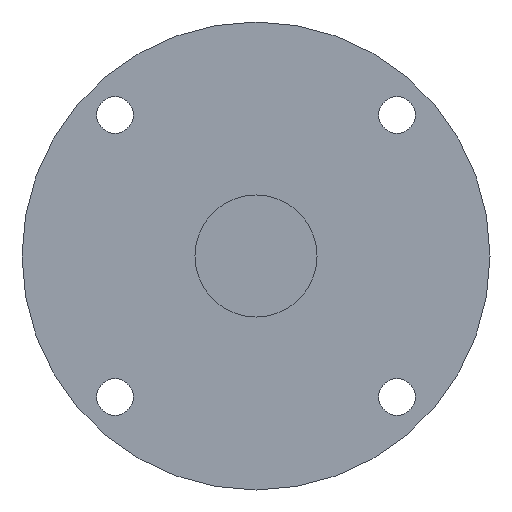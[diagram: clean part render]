
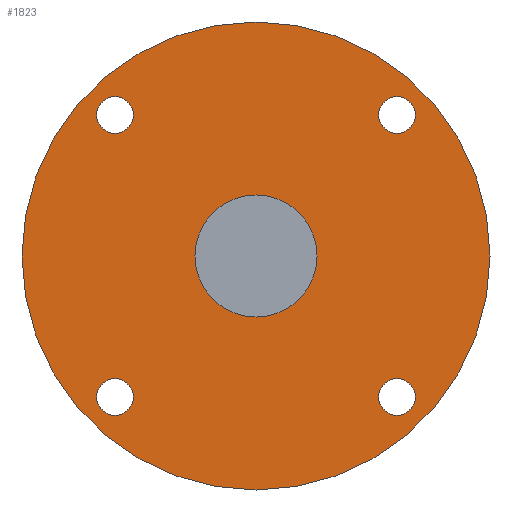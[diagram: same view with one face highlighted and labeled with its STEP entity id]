
A CAD part, front view. The second image highlights one B-rep face of the part: STEP entity #1823.
In plain terms, the highlighted planar face has unit normal (0, -1, 0).
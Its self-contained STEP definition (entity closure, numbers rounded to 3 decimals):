
#74 = VERTEX_POINT ( 'NONE', #6174 ) ;
#112 = EDGE_LOOP ( 'NONE', ( #6024, #5758 ) ) ;
#123 = AXIS2_PLACEMENT_3D ( 'NONE', #2427, #6119, #2953 ) ;
#265 = DIRECTION ( 'NONE',  ( 0., 0., 1. ) ) ;
#375 = EDGE_CURVE ( 'NONE', #5900, #6226, #3978, .T. ) ;
#380 = ORIENTED_EDGE ( 'NONE', *, *, #1873, .T. ) ;
#391 = VERTEX_POINT ( 'NONE', #1819 ) ;
#403 = CARTESIAN_POINT ( 'NONE',  ( -34.648, 5., -30.148 ) ) ;
#409 = EDGE_CURVE ( 'NONE', #6226, #5900, #5224, .T. ) ;
#454 = CARTESIAN_POINT ( 'NONE',  ( 34.648, 5., 34.648 ) ) ;
#471 = EDGE_CURVE ( 'NONE', #74, #4456, #2056, .T. ) ;
#498 = ORIENTED_EDGE ( 'NONE', *, *, #471, .T. ) ;
#585 = ORIENTED_EDGE ( 'NONE', *, *, #4828, .F. ) ;
#784 = AXIS2_PLACEMENT_3D ( 'NONE', #6084, #2921, #6626 ) ;
#894 = ORIENTED_EDGE ( 'NONE', *, *, #3390, .F. ) ;
#955 = ORIENTED_EDGE ( 'NONE', *, *, #6135, .T. ) ;
#983 = EDGE_LOOP ( 'NONE', ( #4651, #1911 ) ) ;
#994 = DIRECTION ( 'NONE',  ( 0., 0., 1. ) ) ;
#999 = CIRCLE ( 'NONE', #2924, 4.5 ) ;
#1011 = CIRCLE ( 'NONE', #1516, 4.5 ) ;
#1012 = CARTESIAN_POINT ( 'NONE',  ( -34.648, 5., -34.648 ) ) ;
#1072 = DIRECTION ( 'NONE',  ( 0., -1., 0. ) ) ;
#1104 = EDGE_LOOP ( 'NONE', ( #955, #6762 ) ) ;
#1143 = AXIS2_PLACEMENT_3D ( 'NONE', #6569, #2367, #6054 ) ;
#1145 = CARTESIAN_POINT ( 'NONE',  ( -34.648, 5., 34.648 ) ) ;
#1158 = DIRECTION ( 'NONE',  ( 0., -1., 0. ) ) ;
#1210 = FACE_BOUND ( 'NONE', #2292, .T. ) ;
#1319 = CARTESIAN_POINT ( 'NONE',  ( 34.648, 5., -34.648 ) ) ;
#1392 = FACE_BOUND ( 'NONE', #4843, .T. ) ;
#1503 = DIRECTION ( 'NONE',  ( 0., 1., 0. ) ) ;
#1516 = AXIS2_PLACEMENT_3D ( 'NONE', #4958, #1780, #5498 ) ;
#1661 = DIRECTION ( 'NONE',  ( 0., 0., 1. ) ) ;
#1715 = CARTESIAN_POINT ( 'NONE',  ( 0., 5., 15. ) ) ;
#1768 = DIRECTION ( 'NONE',  ( 0., 0., 1. ) ) ;
#1774 = CARTESIAN_POINT ( 'NONE',  ( 34.648, 5., -30.148 ) ) ;
#1780 = DIRECTION ( 'NONE',  ( 0., 1., 0. ) ) ;
#1812 = PLANE ( 'NONE',  #1143 ) ;
#1819 = CARTESIAN_POINT ( 'NONE',  ( 0., 5., -15. ) ) ;
#1823 = ADVANCED_FACE ( 'NONE', ( #4053, #1392, #5444, #2640, #1210, #6708 ), #1812, .F. ) ;
#1856 = CIRCLE ( 'NONE', #123, 15. ) ;
#1873 = EDGE_CURVE ( 'NONE', #2035, #4188, #6516, .T. ) ;
#1907 = CARTESIAN_POINT ( 'NONE',  ( 0., 5., -57.5 ) ) ;
#1911 = ORIENTED_EDGE ( 'NONE', *, *, #2026, .T. ) ;
#2026 = EDGE_CURVE ( 'NONE', #3105, #4850, #4441, .T. ) ;
#2035 = VERTEX_POINT ( 'NONE', #5127 ) ;
#2056 = CIRCLE ( 'NONE', #5560, 4.5 ) ;
#2173 = DIRECTION ( 'NONE',  ( 0., 1., 0. ) ) ;
#2257 = CIRCLE ( 'NONE', #6748, 4.5 ) ;
#2292 = EDGE_LOOP ( 'NONE', ( #894, #585 ) ) ;
#2367 = DIRECTION ( 'NONE',  ( 0., 1., 0. ) ) ;
#2384 = DIRECTION ( 'NONE',  ( 0., -1., 0. ) ) ;
#2426 = DIRECTION ( 'NONE',  ( 0., 1., 0. ) ) ;
#2427 = CARTESIAN_POINT ( 'NONE',  ( 0., 5., 0. ) ) ;
#2640 = FACE_BOUND ( 'NONE', #112, .T. ) ;
#2786 = CIRCLE ( 'NONE', #5851, 4.5 ) ;
#2907 = AXIS2_PLACEMENT_3D ( 'NONE', #4325, #1158, #4861 ) ;
#2921 = DIRECTION ( 'NONE',  ( 0., 1., 0. ) ) ;
#2924 = AXIS2_PLACEMENT_3D ( 'NONE', #1145, #4844, #1661 ) ;
#2952 = CARTESIAN_POINT ( 'NONE',  ( -34.648, 5., -34.648 ) ) ;
#2953 = DIRECTION ( 'NONE',  ( 0., 0., -1. ) ) ;
#3105 = VERTEX_POINT ( 'NONE', #4418 ) ;
#3283 = AXIS2_PLACEMENT_3D ( 'NONE', #5546, #2384, #6076 ) ;
#3312 = CARTESIAN_POINT ( 'NONE',  ( -34.648, 5., -39.148 ) ) ;
#3321 = EDGE_CURVE ( 'NONE', #5561, #6372, #1011, .T. ) ;
#3348 = ORIENTED_EDGE ( 'NONE', *, *, #5618, .T. ) ;
#3390 = EDGE_CURVE ( 'NONE', #391, #3946, #3518, .T. ) ;
#3518 = CIRCLE ( 'NONE', #3283, 15. ) ;
#3946 = VERTEX_POINT ( 'NONE', #1715 ) ;
#3978 = CIRCLE ( 'NONE', #4491, 4.5 ) ;
#4053 = FACE_BOUND ( 'NONE', #1104, .T. ) ;
#4118 = CARTESIAN_POINT ( 'NONE',  ( 34.648, 5., 39.148 ) ) ;
#4148 = DIRECTION ( 'NONE',  ( 0., 0., 1. ) ) ;
#4171 = DIRECTION ( 'NONE',  ( 0., 1., 0. ) ) ;
#4188 = VERTEX_POINT ( 'NONE', #4118 ) ;
#4220 = EDGE_CURVE ( 'NONE', #4188, #2035, #2786, .T. ) ;
#4239 = CARTESIAN_POINT ( 'NONE',  ( 0., 5., 0. ) ) ;
#4325 = CARTESIAN_POINT ( 'NONE',  ( 0., 5., 0. ) ) ;
#4341 = EDGE_CURVE ( 'NONE', #4850, #3105, #4518, .T. ) ;
#4418 = CARTESIAN_POINT ( 'NONE',  ( 0., 5., 57.5 ) ) ;
#4441 = CIRCLE ( 'NONE', #4687, 57.5 ) ;
#4456 = VERTEX_POINT ( 'NONE', #1774 ) ;
#4491 = AXIS2_PLACEMENT_3D ( 'NONE', #2952, #2426, #265 ) ;
#4518 = CIRCLE ( 'NONE', #2907, 57.5 ) ;
#4625 = CARTESIAN_POINT ( 'NONE',  ( -34.648, 5., 39.148 ) ) ;
#4651 = ORIENTED_EDGE ( 'NONE', *, *, #4341, .T. ) ;
#4687 = AXIS2_PLACEMENT_3D ( 'NONE', #4239, #1072, #4772 ) ;
#4772 = DIRECTION ( 'NONE',  ( 0., 0., -1. ) ) ;
#4814 = EDGE_LOOP ( 'NONE', ( #3348, #498 ) ) ;
#4828 = EDGE_CURVE ( 'NONE', #3946, #391, #1856, .T. ) ;
#4843 = EDGE_LOOP ( 'NONE', ( #4914, #380 ) ) ;
#4844 = DIRECTION ( 'NONE',  ( 0., 1., 0. ) ) ;
#4850 = VERTEX_POINT ( 'NONE', #1907 ) ;
#4861 = DIRECTION ( 'NONE',  ( 0., 0., -1. ) ) ;
#4914 = ORIENTED_EDGE ( 'NONE', *, *, #4220, .T. ) ;
#4958 = CARTESIAN_POINT ( 'NONE',  ( -34.648, 5., 34.648 ) ) ;
#5127 = CARTESIAN_POINT ( 'NONE',  ( 34.648, 5., 30.148 ) ) ;
#5219 = AXIS2_PLACEMENT_3D ( 'NONE', #1012, #1503, #4148 ) ;
#5224 = CIRCLE ( 'NONE', #5219, 4.5 ) ;
#5362 = CARTESIAN_POINT ( 'NONE',  ( 34.648, 5., -34.648 ) ) ;
#5444 = FACE_BOUND ( 'NONE', #4814, .T. ) ;
#5498 = DIRECTION ( 'NONE',  ( 0., 0., 1. ) ) ;
#5546 = CARTESIAN_POINT ( 'NONE',  ( 0., 5., 0. ) ) ;
#5560 = AXIS2_PLACEMENT_3D ( 'NONE', #1319, #6035, #1768 ) ;
#5561 = VERTEX_POINT ( 'NONE', #6323 ) ;
#5618 = EDGE_CURVE ( 'NONE', #4456, #74, #2257, .T. ) ;
#5758 = ORIENTED_EDGE ( 'NONE', *, *, #409, .T. ) ;
#5851 = AXIS2_PLACEMENT_3D ( 'NONE', #454, #4171, #994 ) ;
#5868 = DIRECTION ( 'NONE',  ( 0., 0., 1. ) ) ;
#5900 = VERTEX_POINT ( 'NONE', #403 ) ;
#6024 = ORIENTED_EDGE ( 'NONE', *, *, #375, .T. ) ;
#6035 = DIRECTION ( 'NONE',  ( 0., 1., 0. ) ) ;
#6054 = DIRECTION ( 'NONE',  ( 0., 0., 1. ) ) ;
#6076 = DIRECTION ( 'NONE',  ( 0., 0., -1. ) ) ;
#6084 = CARTESIAN_POINT ( 'NONE',  ( 34.648, 5., 34.648 ) ) ;
#6119 = DIRECTION ( 'NONE',  ( 0., -1., 0. ) ) ;
#6135 = EDGE_CURVE ( 'NONE', #6372, #5561, #999, .T. ) ;
#6174 = CARTESIAN_POINT ( 'NONE',  ( 34.648, 5., -39.148 ) ) ;
#6226 = VERTEX_POINT ( 'NONE', #3312 ) ;
#6323 = CARTESIAN_POINT ( 'NONE',  ( -34.648, 5., 30.148 ) ) ;
#6372 = VERTEX_POINT ( 'NONE', #4625 ) ;
#6516 = CIRCLE ( 'NONE', #784, 4.5 ) ;
#6569 = CARTESIAN_POINT ( 'NONE',  ( -15., 5., 0. ) ) ;
#6626 = DIRECTION ( 'NONE',  ( 0., 0., 1. ) ) ;
#6708 = FACE_OUTER_BOUND ( 'NONE', #983, .T. ) ;
#6748 = AXIS2_PLACEMENT_3D ( 'NONE', #5362, #2173, #5868 ) ;
#6762 = ORIENTED_EDGE ( 'NONE', *, *, #3321, .T. ) ;
